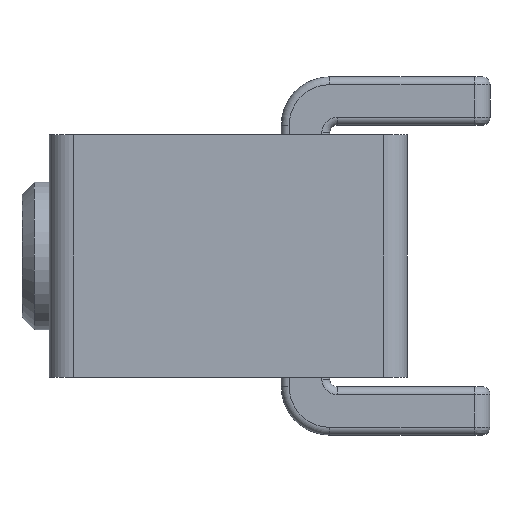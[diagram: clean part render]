
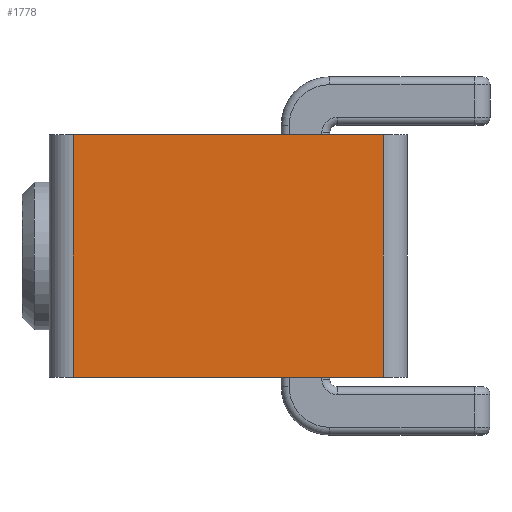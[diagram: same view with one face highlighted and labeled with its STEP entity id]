
A CAD part, left-side view. The second image highlights one B-rep face of the part: STEP entity #1778.
In plain terms, the highlighted planar face has unit normal (-1, 0, 0).
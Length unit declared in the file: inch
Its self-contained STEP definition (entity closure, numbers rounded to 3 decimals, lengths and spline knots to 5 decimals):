
#145=LINE('',#2877,#275);
#159=LINE('',#2917,#289);
#160=LINE('',#2924,#290);
#162=LINE('',#2927,#292);
#275=VECTOR('',#2224,0.398);
#289=VECTOR('',#2268,0.312);
#290=VECTOR('',#2277,0.312);
#292=VECTOR('',#2281,0.398);
#387=PLANE('',#1926);
#449=FACE_OUTER_BOUND('',#559,.T.);
#559=EDGE_LOOP('',(#1396,#1397,#1398,#1399));
#823=VERTEX_POINT('',#2874);
#824=VERTEX_POINT('',#2876);
#835=VERTEX_POINT('',#2915);
#837=VERTEX_POINT('',#2922);
#1017=EDGE_CURVE('',#823,#824,#145,.T.);
#1038=EDGE_CURVE('',#824,#835,#159,.T.);
#1041=EDGE_CURVE('',#837,#823,#160,.T.);
#1043=EDGE_CURVE('',#837,#835,#162,.T.);
#1396=ORIENTED_EDGE('',*,*,#1038,.F.);
#1397=ORIENTED_EDGE('',*,*,#1017,.F.);
#1398=ORIENTED_EDGE('',*,*,#1041,.F.);
#1399=ORIENTED_EDGE('',*,*,#1043,.T.);
#1778=ADVANCED_FACE('',(#449),#387,.T.);
#1926=AXIS2_PLACEMENT_3D('',#2926,#2279,#2280);
#2224=DIRECTION('',(0.,1.,0.));
#2268=DIRECTION('',(0.,0.,1.));
#2277=DIRECTION('',(0.,0.,-1.));
#2279=DIRECTION('center_axis',(-1.,0.,0.));
#2280=DIRECTION('ref_axis',(0.,0.,1.));
#2281=DIRECTION('',(0.,1.,0.));
#2874=CARTESIAN_POINT('',(-0.1315,-0.199,0.));
#2876=CARTESIAN_POINT('',(-0.1315,0.199,0.));
#2877=CARTESIAN_POINT('',(-0.1315,-0.23,0.));
#2915=CARTESIAN_POINT('',(-0.1315,0.199,0.312));
#2917=CARTESIAN_POINT('',(-0.1315,0.199,0.));
#2922=CARTESIAN_POINT('',(-0.1315,-0.199,0.312));
#2924=CARTESIAN_POINT('',(-0.1315,-0.199,0.));
#2926=CARTESIAN_POINT('Origin',(-0.1315,-0.23,0.));
#2927=CARTESIAN_POINT('',(-0.1315,-0.23,0.312));
